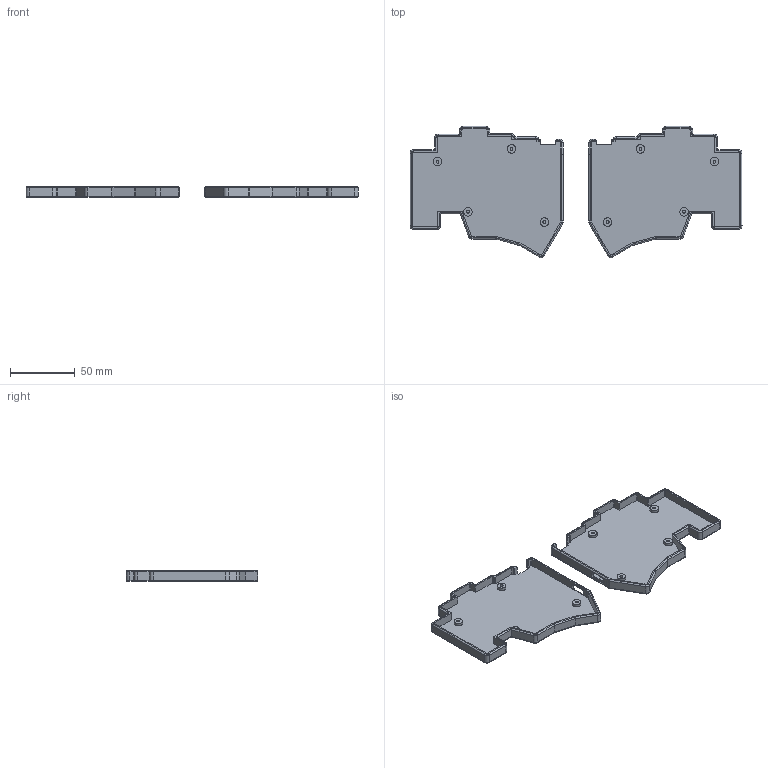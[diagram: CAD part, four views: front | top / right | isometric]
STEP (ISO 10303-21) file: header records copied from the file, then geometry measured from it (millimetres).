
FILE_DESCRIPTION(/* description */ ('STEP AP242 Edition 2','CAx-IF Rec.Pracs.---Representation and Presentation of Product Manufacturing Information (PMI)---4.0---2014-10-13','CAx-IF Rec.Pracs.---3D Tessellated Geometry---0.4---2014-09-14','2;1','CAx-IF Rec.Pracs.---User Defined Attributes---1.5---2016-08-15'),/* implementation_level */ '2;1');
FILE_NAME(/* name */ '695ed921637d6d5936697571',/* time_stamp */ '2026-01-07T22:07:29Z',/* author */ (''),/* organization */ (''),/* preprocessor_version */ 'ST-DEVELOPER v20',/* originating_system */ 'ONSHAPE BY PTC INC, 1.208',/* authorisation */ ' ');
FILE_SCHEMA (('AP242_MANAGED_MODEL_BASED_3D_ENGINEERING_MIM_LF { 1 0 10303 442 3 1 4 }'));
Length unit declared in the file: metre
Products named in the file (2): Part 2; Part 1
Bounding box: 256.3 x 101.31 x 8.35 mm (x, y, z)
Volume: 46405.1 mm3; surface area: 47860.7 mm2
Topology: 2 solids, 2 shells, 424 faces, 1036 edges, 620 vertices
Faces by surface type: cylinder 206, plane 122, torus 88, sphere 8
Full cylindrical faces by diameter (mm): 2.2 x8, 6.6 x8
Entity records: 12355 total; most frequent: DIRECTION 2360, CARTESIAN_POINT 2086, ORIENTED_EDGE 2024, EDGE_CURVE 1012, AXIS2_PLACEMENT_3D 930, VERTEX_POINT 620, CIRCLE 500, LINE 500
